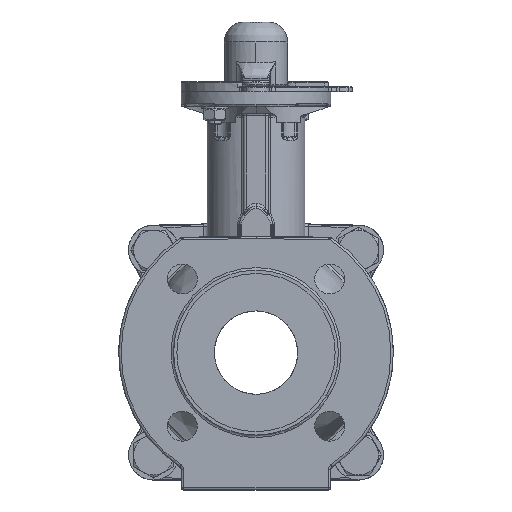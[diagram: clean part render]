
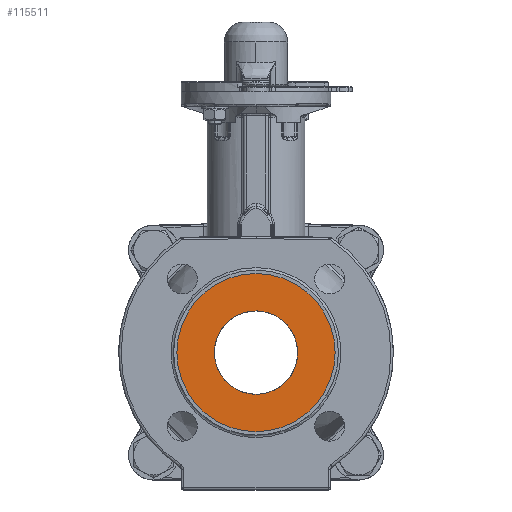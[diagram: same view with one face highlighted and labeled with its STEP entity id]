
A CAD part, left-side view. The second image highlights one B-rep face of the part: STEP entity #115511.
In plain terms, the highlighted planar face has unit normal (-1, 0, 0).
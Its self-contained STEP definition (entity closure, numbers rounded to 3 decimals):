
#115450=CARTESIAN_POINT('',(-86.6,0.,47.5));
#115451=VERTEX_POINT('',#115450);
#115458=CARTESIAN_POINT('',(-86.6,-0.,-47.5));
#115459=VERTEX_POINT('',#115458);
#115460=CARTESIAN_POINT('',(-86.6,0.,0.));
#115461=DIRECTION('',(1.,0.,-0.));
#115462=DIRECTION('',(0.,0.,1.));
#115463=AXIS2_PLACEMENT_3D('',#115460,#115461,#115462);
#115464=CIRCLE('',#115463,47.5);
#115465=EDGE_CURVE('',#115451,#115459,#115464,.T.);
#115467=CARTESIAN_POINT('',(-86.6,0.,0.));
#115468=DIRECTION('',(1.,0.,-0.));
#115469=DIRECTION('',(0.,0.,1.));
#115470=AXIS2_PLACEMENT_3D('',#115467,#115468,#115469);
#115471=CIRCLE('',#115470,47.5);
#115472=EDGE_CURVE('',#115459,#115451,#115471,.T.);
#115480=CARTESIAN_POINT('',(-86.6,0.,0.));
#115481=DIRECTION('',(1.,0.,0.));
#115482=DIRECTION('',(0.,0.,-1.));
#115483=AXIS2_PLACEMENT_3D('',#115480,#115481,#115482);
#115484=PLANE('',#115483);
#115485=ORIENTED_EDGE('',*,*,#115465,.F.);
#115486=ORIENTED_EDGE('',*,*,#115472,.F.);
#115487=EDGE_LOOP('',(#115485,#115486));
#115488=FACE_BOUND('',#115487,.T.);
#115489=CARTESIAN_POINT('',(-86.6,-0.,25.021));
#115490=VERTEX_POINT('',#115489);
#115491=CARTESIAN_POINT('',(-86.6,0.,-25.021));
#115492=VERTEX_POINT('',#115491);
#115493=CARTESIAN_POINT('',(-86.6,-0.,25.021));
#115494=CARTESIAN_POINT('',(-86.6,25.021,25.021));
#115495=CARTESIAN_POINT('',(-86.6,25.021,0.));
#115496=CARTESIAN_POINT('',(-86.6,25.021,-25.021));
#115497=CARTESIAN_POINT('',(-86.6,0.,-25.021));
#115498=(BOUNDED_CURVE()
B_SPLINE_CURVE(2,(#115493,#115494,#115495,#115496,#115497),.UNSPECIFIED.,.F.,.F.)
B_SPLINE_CURVE_WITH_KNOTS((3,2,3),(360.,450.,540.),.UNSPECIFIED.)
CURVE()
GEOMETRIC_REPRESENTATION_ITEM()
RATIONAL_B_SPLINE_CURVE((1.,0.707,1.,0.707,1.))
REPRESENTATION_ITEM(''));
#115499=EDGE_CURVE('',#115490,#115492,#115498,.T.);
#115500=ORIENTED_EDGE('',*,*,#115499,.F.);
#115501=CARTESIAN_POINT('',(-86.6,0.,-25.021));
#115502=CARTESIAN_POINT('',(-86.6,-25.021,-25.021));
#115503=CARTESIAN_POINT('',(-86.6,-25.021,0.));
#115504=CARTESIAN_POINT('',(-86.6,-25.021,25.021));
#115505=CARTESIAN_POINT('',(-86.6,-0.,25.021));
#115506=(BOUNDED_CURVE()
B_SPLINE_CURVE(2,(#115501,#115502,#115503,#115504,#115505),.UNSPECIFIED.,.F.,.F.)
B_SPLINE_CURVE_WITH_KNOTS((3,2,3),(180.,270.,360.),.UNSPECIFIED.)
CURVE()
GEOMETRIC_REPRESENTATION_ITEM()
RATIONAL_B_SPLINE_CURVE((1.,0.707,1.,0.707,1.))
REPRESENTATION_ITEM(''));
#115507=EDGE_CURVE('',#115492,#115490,#115506,.T.);
#115508=ORIENTED_EDGE('',*,*,#115507,.F.);
#115509=EDGE_LOOP('',(#115500,#115508));
#115510=FACE_BOUND('',#115509,.T.);
#115511=ADVANCED_FACE('',(#115488,#115510),#115484,.F.);
